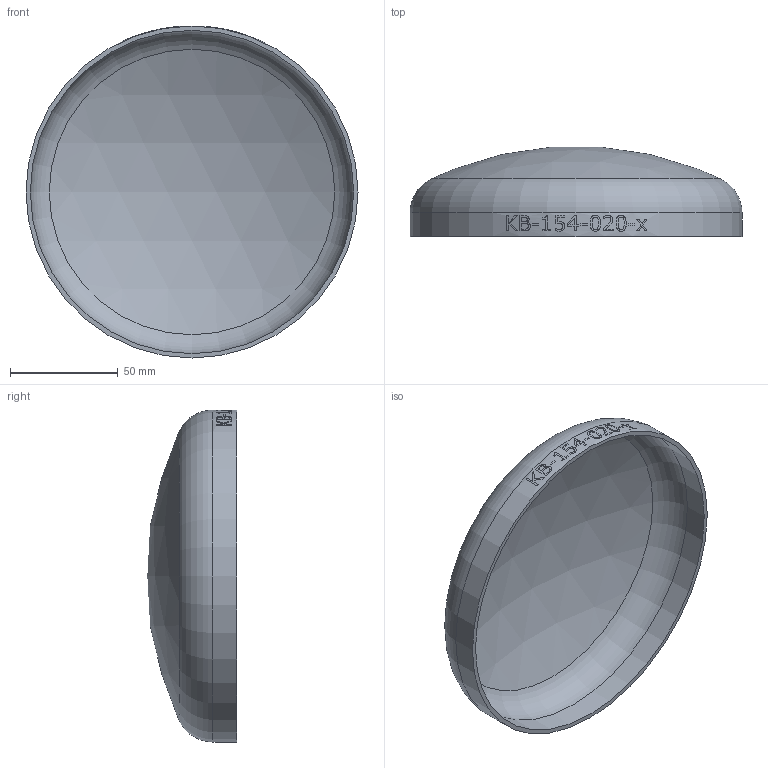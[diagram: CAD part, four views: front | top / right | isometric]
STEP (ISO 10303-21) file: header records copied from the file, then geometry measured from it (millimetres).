
FILE_DESCRIPTION (( 'STEP AP214' ), '1' );
FILE_NAME ('KB-154-020-x Klöpperboden 2003.STEP', '2020-03-26T12:33:22', ( '' ), ( '' ), 'SwSTEP 2.0', 'SolidWorks 2016', '' );
FILE_SCHEMA (( 'AUTOMOTIVE_DESIGN' ));
Length unit declared in the file: millimetre
Products named in the file (1): KB-154-020-x Klöpperboden 2003
Bounding box: 154 x 41.44 x 154 mm (x, y, z)
Volume: 56552.6 mm3; surface area: 57703 mm2
Topology: 1 solids, 1 shells, 168 faces, 442 edges, 294 vertices
Faces by surface type: bspline 76, plane 69, cylinder 19, torus 2, sphere 2
Full cylindrical faces by diameter (mm): 150 x1, 154 x1
Entity records: 19134 total; most frequent: CARTESIAN_POINT 13875, ORIENTED_EDGE 876, DIRECTION 458, EDGE_CURVE 438, VERTEX_POINT 294, B_SPLINE_CURVE_WITH_KNOTS 246, EDGE_LOOP 190, AXIS2_PLACEMENT_3D 173
